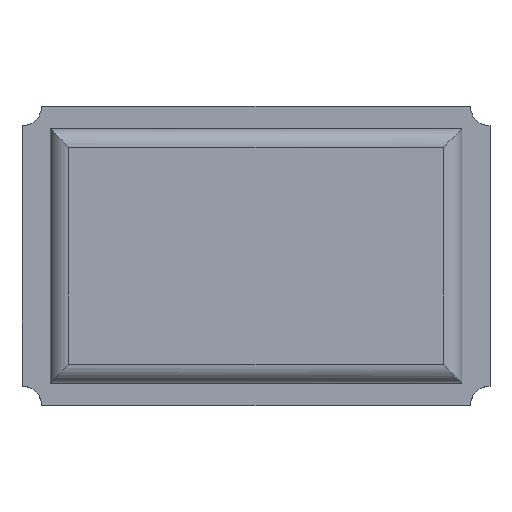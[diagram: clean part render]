
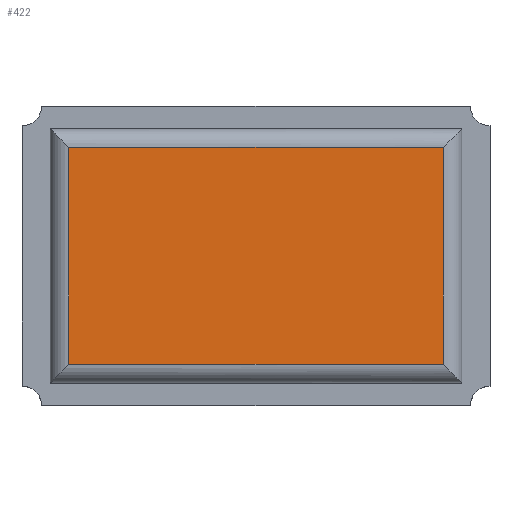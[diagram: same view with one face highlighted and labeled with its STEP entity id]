
A CAD part, top view. The second image highlights one B-rep face of the part: STEP entity #422.
In plain terms, the highlighted planar face has unit normal (0, 0, 1).
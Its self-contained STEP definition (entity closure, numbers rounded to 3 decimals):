
#6 = CARTESIAN_POINT ( 'NONE',  ( 1.999, -1.158, 1.2 ) ) ;
#81 = LINE ( 'NONE', #358, #689 ) ;
#85 = DIRECTION ( 'NONE',  ( 1., 0., 0. ) ) ;
#90 = DIRECTION ( 'NONE',  ( -1., 0., 0. ) ) ;
#134 = DIRECTION ( 'NONE',  ( 0., -1., 0. ) ) ;
#219 = VECTOR ( 'NONE', #850, 1000. ) ;
#240 = VERTEX_POINT ( 'NONE', #555 ) ;
#251 = ORIENTED_EDGE ( 'NONE', *, *, #678, .T. ) ;
#280 = LINE ( 'NONE', #1024, #219 ) ;
#283 = PLANE ( 'NONE',  #509 ) ;
#358 = CARTESIAN_POINT ( 'NONE',  ( -2.199, 1.158, 1.2 ) ) ;
#366 = EDGE_CURVE ( 'NONE', #240, #1176, #81, .T. ) ;
#390 = LINE ( 'NONE', #1144, #1011 ) ;
#418 = ORIENTED_EDGE ( 'NONE', *, *, #937, .T. ) ;
#422 = ADVANCED_FACE ( 'NONE', ( #1021 ), #283, .T. ) ;
#439 = EDGE_LOOP ( 'NONE', ( #418, #685, #251, #904 ) ) ;
#463 = VECTOR ( 'NONE', #907, 1000. ) ;
#509 = AXIS2_PLACEMENT_3D ( 'NONE', #666, #916, #85 ) ;
#512 = EDGE_CURVE ( 'NONE', #949, #620, #809, .T. ) ;
#555 = CARTESIAN_POINT ( 'NONE',  ( 1.999, 1.158, 1.2 ) ) ;
#620 = VERTEX_POINT ( 'NONE', #6 ) ;
#666 = CARTESIAN_POINT ( 'NONE',  ( 0., 0., 1.2 ) ) ;
#670 = CARTESIAN_POINT ( 'NONE',  ( -1.999, 1.158, 1.2 ) ) ;
#678 = EDGE_CURVE ( 'NONE', #620, #240, #280, .T. ) ;
#683 = CARTESIAN_POINT ( 'NONE',  ( -1.999, -1.158, 1.2 ) ) ;
#685 = ORIENTED_EDGE ( 'NONE', *, *, #512, .T. ) ;
#689 = VECTOR ( 'NONE', #90, 1000. ) ;
#809 = LINE ( 'NONE', #902, #463 ) ;
#850 = DIRECTION ( 'NONE',  ( 0., 1., 0. ) ) ;
#902 = CARTESIAN_POINT ( 'NONE',  ( 2.199, -1.158, 1.2 ) ) ;
#904 = ORIENTED_EDGE ( 'NONE', *, *, #366, .T. ) ;
#907 = DIRECTION ( 'NONE',  ( 1., 0., 0. ) ) ;
#916 = DIRECTION ( 'NONE',  ( 0., 0., 1. ) ) ;
#937 = EDGE_CURVE ( 'NONE', #1176, #949, #390, .T. ) ;
#949 = VERTEX_POINT ( 'NONE', #683 ) ;
#1011 = VECTOR ( 'NONE', #134, 1000. ) ;
#1021 = FACE_OUTER_BOUND ( 'NONE', #439, .T. ) ;
#1024 = CARTESIAN_POINT ( 'NONE',  ( 1.999, 1.358, 1.2 ) ) ;
#1144 = CARTESIAN_POINT ( 'NONE',  ( -1.999, -1.358, 1.2 ) ) ;
#1176 = VERTEX_POINT ( 'NONE', #670 ) ;
